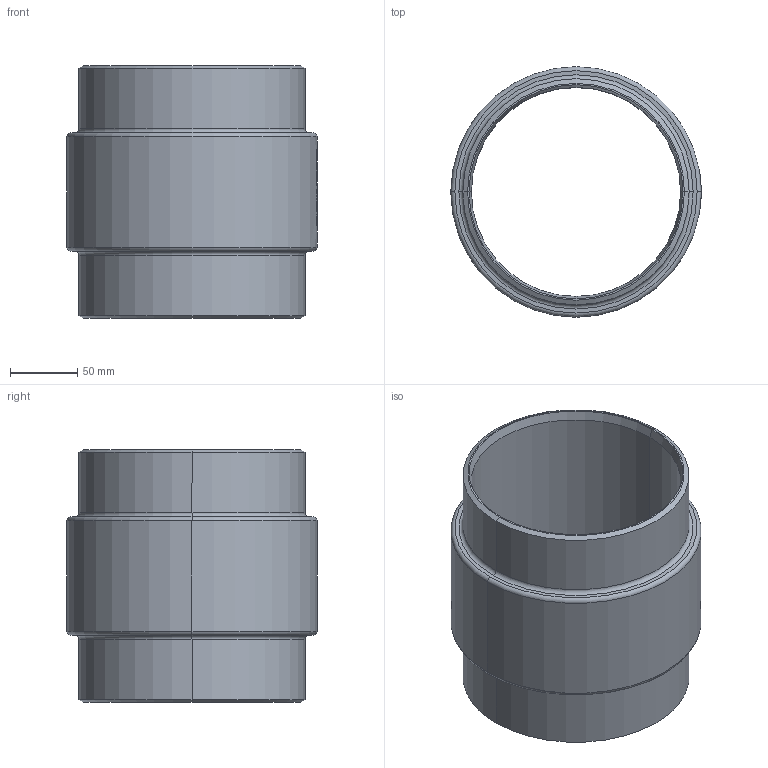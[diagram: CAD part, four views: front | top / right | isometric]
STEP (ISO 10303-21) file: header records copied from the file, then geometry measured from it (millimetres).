
FILE_DESCRIPTION (( 'STEP AP214' ), '1' );
FILE_NAME ('7110000_DN150_ PN10 51420124.STEP', '2022-03-18T11:06:31', ( 'axxx' ), ( 'Hewlett-Packard Company' ), 'SwSTEP 2.0', 'SolidWorks 2019', '' );
FILE_SCHEMA (( 'AUTOMOTIVE_DESIGN' ));
Length unit declared in the file: millimetre
Products named in the file (1): 7110000_DN150_ PN10 51420124
Bounding box: 186.3 x 186.3 x 188 mm (x, y, z)
Volume: 1033096.6 mm3; surface area: 210897.2 mm2
Topology: 1 solids, 1 shells, 503 faces, 1346 edges, 892 vertices
Faces by surface type: plane 257, bspline 193, cylinder 37, torus 8, cone 8
Entity records: 27006 total; most frequent: CARTESIAN_POINT 15807, ORIENTED_EDGE 2692, DIRECTION 1630, EDGE_CURVE 1346, VERTEX_POINT 892, LINE 758, VECTOR 758, EDGE_LOOP 552
